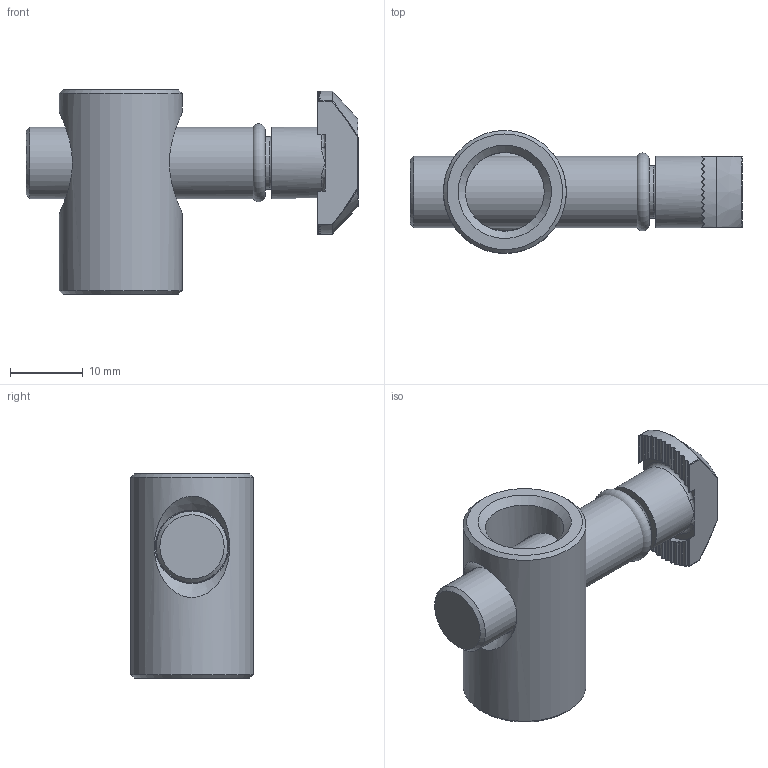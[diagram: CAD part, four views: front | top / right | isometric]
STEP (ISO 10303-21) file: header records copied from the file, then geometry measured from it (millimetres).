
FILE_DESCRIPTION(/* description */ (''),/* implementation_level */ '2;1');
FILE_NAME(/* name */ '13092_KriTec_Zentralverbinder_10_0.stp',/* time_stamp */ '2014-11-12T16:53:46+01:00',/* author */ ('kostic'),/* organization */ (''),/* preprocessor_version */ 'ST-DEVELOPER v15.2',/* originating_system */ 'Autodesk Inventor 2014',/* authorisation */ '');
FILE_SCHEMA (('AUTOMOTIVE_DESIGN { 1 0 10303 214 3 1 1 }'));
Length unit declared in the file: millimetre
Products named in the file (1): 13092_KriTec_Zentralverbinder_10-0°
Bounding box: 45.5 x 16.85 x 28 mm (x, y, z)
Volume: 7619 mm3; surface area: 5507.9 mm2
Topology: 4 solids, 4 shells, 181 faces, 524 edges, 343 vertices
Faces by surface type: plane 73, cylinder 65, cone 14, bspline 11, torus 9, sphere 9
Full cylindrical faces by diameter (mm): 7.2 x1, 9.8 x2, 10.05 x2, 10.79 x1, 10.8 x1, 16.85 x1
Entity records: 10075 total; most frequent: CARTESIAN_POINT 5673, ORIENTED_EDGE 984, DIRECTION 824, EDGE_CURVE 492, VERTEX_POINT 338, AXIS2_PLACEMENT_3D 335, EDGE_LOOP 208, FACE_OUTER_BOUND 181
